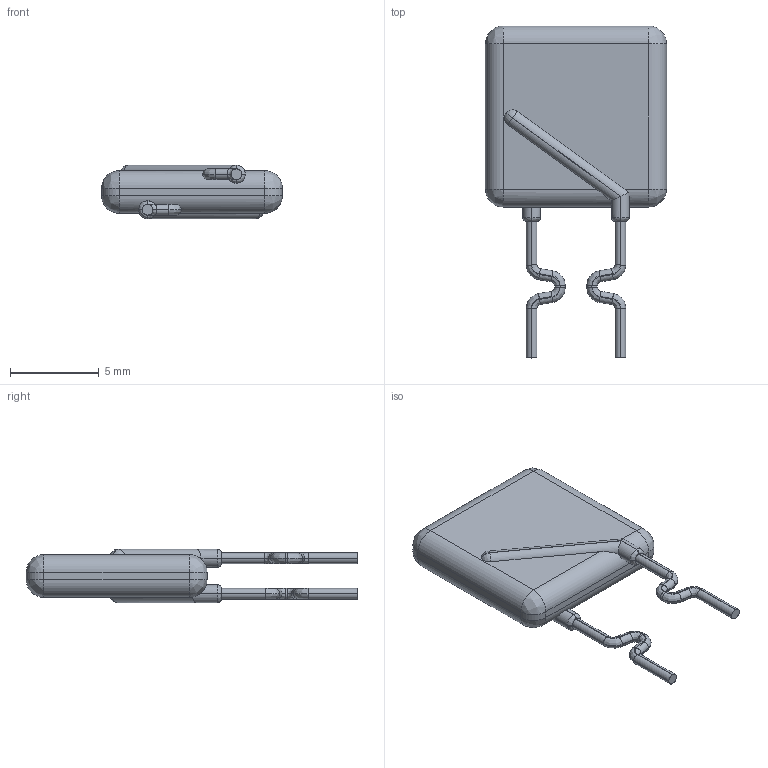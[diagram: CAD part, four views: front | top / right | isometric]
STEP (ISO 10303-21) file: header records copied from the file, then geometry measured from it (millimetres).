
FILE_DESCRIPTION (( 'STEP AP214' ), '1' );
FILE_NAME ('User Library-RUEF185.STEP', '2013-07-06T12:33:22', ( 'Windows User' ), ( '' ), 'SwSTEP 2.0', 'SolidWorks 2013', '' );
FILE_SCHEMA (( 'AUTOMOTIVE_DESIGN' ));
Length unit declared in the file: millimetre
Products named in the file (3): User Library-RUEF185_Fusion001; User Library-RUEF185_Fusion; User Library-RUEF185
Assembly tree (2 placements, depth 2):
  User Library-RUEF185
    User Library-RUEF185_Fusion
    User Library-RUEF185_Fusion001
Bounding box: 10.2 x 18.7 x 3 mm (x, y, z)
Volume: 242.6 mm3; surface area: 318.3 mm2
Topology: 3 solids, 3 shells, 190 faces, 450 edges, 258 vertices
Faces by surface type: cylinder 90, bspline 52, plane 48
Entity records: 8453 total; most frequent: CARTESIAN_POINT 2195, ORIENTED_EDGE 884, DIRECTION 832, EDGE_CURVE 442, AXIS2_PLACEMENT_3D 313, VERTEX_POINT 258, VECTOR 206, LINE 206
